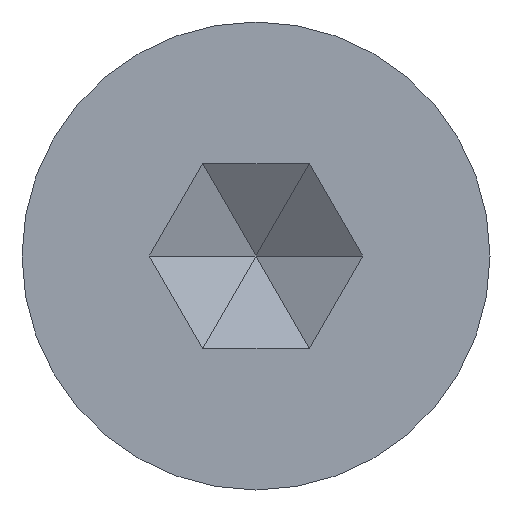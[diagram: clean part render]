
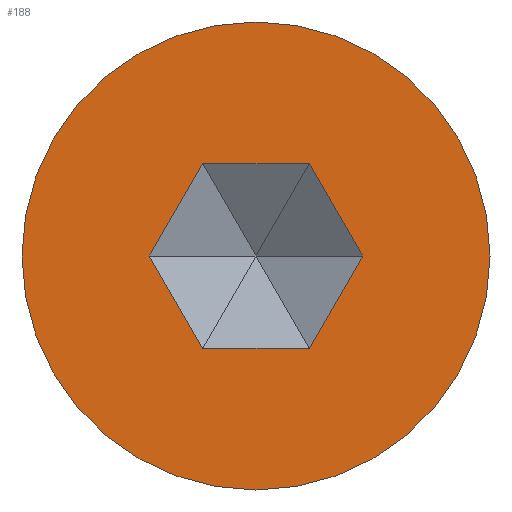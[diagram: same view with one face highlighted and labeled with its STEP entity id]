
A CAD part, left-side view. The second image highlights one B-rep face of the part: STEP entity #188.
In plain terms, the highlighted planar face has unit normal (-1, 0, 0).
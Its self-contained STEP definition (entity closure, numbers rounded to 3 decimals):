
#1 = VERTEX_POINT ( 'NONE', #421 ) ;
#15 = VERTEX_POINT ( 'NONE', #273 ) ;
#31 = DIRECTION ( 'NONE',  ( 0., 0.5, -0.866 ) ) ;
#34 = AXIS2_PLACEMENT_3D ( 'NONE', #261, #454, #305 ) ;
#36 = VECTOR ( 'NONE', #457, 1000. ) ;
#37 = EDGE_CURVE ( 'NONE', #1, #369, #324, .T. ) ;
#38 = CARTESIAN_POINT ( 'NONE',  ( -6., 0., 0. ) ) ;
#44 = EDGE_CURVE ( 'NONE', #107, #221, #248, .T. ) ;
#61 = DIRECTION ( 'NONE',  ( 0., 0.5, 0.866 ) ) ;
#63 = ORIENTED_EDGE ( 'NONE', *, *, #514, .F. ) ;
#68 = ORIENTED_EDGE ( 'NONE', *, *, #207, .F. ) ;
#75 = CARTESIAN_POINT ( 'NONE',  ( -6., -0.433, 0.75 ) ) ;
#93 = EDGE_CURVE ( 'NONE', #281, #131, #199, .T. ) ;
#97 = VERTEX_POINT ( 'NONE', #391 ) ;
#102 = EDGE_CURVE ( 'NONE', #97, #281, #257, .T. ) ;
#104 = DIRECTION ( 'NONE',  ( 1., 0., 0. ) ) ;
#107 = VERTEX_POINT ( 'NONE', #265 ) ;
#109 = CARTESIAN_POINT ( 'NONE',  ( -6., -0.866, 0. ) ) ;
#111 = CARTESIAN_POINT ( 'NONE',  ( -6., 0., 1.9 ) ) ;
#115 = ORIENTED_EDGE ( 'NONE', *, *, #93, .F. ) ;
#117 = AXIS2_PLACEMENT_3D ( 'NONE', #148, #104, #144 ) ;
#131 = VERTEX_POINT ( 'NONE', #246 ) ;
#144 = DIRECTION ( 'NONE',  ( 0., 0., -1. ) ) ;
#145 = CARTESIAN_POINT ( 'NONE',  ( -6., 0.866, 0. ) ) ;
#146 = EDGE_CURVE ( 'NONE', #221, #107, #162, .T. ) ;
#148 = CARTESIAN_POINT ( 'NONE',  ( -6., 0., 0. ) ) ;
#152 = CARTESIAN_POINT ( 'NONE',  ( -6., -0.433, -0.75 ) ) ;
#162 = CIRCLE ( 'NONE', #34, 1.9 ) ;
#165 = VECTOR ( 'NONE', #31, 1000. ) ;
#188 = ADVANCED_FACE ( 'NONE', ( #347, #538 ), #399, .F. ) ;
#199 = LINE ( 'NONE', #109, #344 ) ;
#207 = EDGE_CURVE ( 'NONE', #15, #97, #539, .T. ) ;
#215 = DIRECTION ( 'NONE',  ( 0., 1., 0. ) ) ;
#221 = VERTEX_POINT ( 'NONE', #111 ) ;
#246 = CARTESIAN_POINT ( 'NONE',  ( -6., -0.433, 0.75 ) ) ;
#248 = CIRCLE ( 'NONE', #518, 1.9 ) ;
#257 = LINE ( 'NONE', #152, #260 ) ;
#258 = CARTESIAN_POINT ( 'NONE',  ( -6., -0.866, 0. ) ) ;
#260 = VECTOR ( 'NONE', #398, 1000. ) ;
#261 = CARTESIAN_POINT ( 'NONE',  ( -6., 0., 0. ) ) ;
#265 = CARTESIAN_POINT ( 'NONE',  ( -6., 0., -1.9 ) ) ;
#269 = CARTESIAN_POINT ( 'NONE',  ( -6., 0.866, 0. ) ) ;
#273 = CARTESIAN_POINT ( 'NONE',  ( -6., 0.433, -0.75 ) ) ;
#281 = VERTEX_POINT ( 'NONE', #258 ) ;
#300 = ORIENTED_EDGE ( 'NONE', *, *, #37, .F. ) ;
#305 = DIRECTION ( 'NONE',  ( 0., 0., 1. ) ) ;
#313 = LINE ( 'NONE', #75, #591 ) ;
#321 = ORIENTED_EDGE ( 'NONE', *, *, #552, .F. ) ;
#324 = LINE ( 'NONE', #473, #165 ) ;
#344 = VECTOR ( 'NONE', #61, 1000. ) ;
#347 = FACE_BOUND ( 'NONE', #510, .T. ) ;
#369 = VERTEX_POINT ( 'NONE', #145 ) ;
#391 = CARTESIAN_POINT ( 'NONE',  ( -6., -0.433, -0.75 ) ) ;
#398 = DIRECTION ( 'NONE',  ( 0., -0.5, 0.866 ) ) ;
#399 = PLANE ( 'NONE',  #117 ) ;
#414 = DIRECTION ( 'NONE',  ( -1., 0., 0. ) ) ;
#421 = CARTESIAN_POINT ( 'NONE',  ( -6., 0.433, 0.75 ) ) ;
#454 = DIRECTION ( 'NONE',  ( -1., 0., 0. ) ) ;
#455 = ORIENTED_EDGE ( 'NONE', *, *, #146, .T. ) ;
#457 = DIRECTION ( 'NONE',  ( 0., -0.5, -0.866 ) ) ;
#459 = VECTOR ( 'NONE', #487, 1000. ) ;
#473 = CARTESIAN_POINT ( 'NONE',  ( -6., 0.433, 0.75 ) ) ;
#487 = DIRECTION ( 'NONE',  ( 0., -1., 0. ) ) ;
#491 = EDGE_LOOP ( 'NONE', ( #455, #513 ) ) ;
#496 = ORIENTED_EDGE ( 'NONE', *, *, #102, .F. ) ;
#504 = LINE ( 'NONE', #269, #36 ) ;
#510 = EDGE_LOOP ( 'NONE', ( #321, #300, #63, #115, #496, #68 ) ) ;
#513 = ORIENTED_EDGE ( 'NONE', *, *, #44, .T. ) ;
#514 = EDGE_CURVE ( 'NONE', #131, #1, #313, .T. ) ;
#518 = AXIS2_PLACEMENT_3D ( 'NONE', #38, #414, #604 ) ;
#530 = CARTESIAN_POINT ( 'NONE',  ( -6., 0.433, -0.75 ) ) ;
#538 = FACE_OUTER_BOUND ( 'NONE', #491, .T. ) ;
#539 = LINE ( 'NONE', #530, #459 ) ;
#552 = EDGE_CURVE ( 'NONE', #369, #15, #504, .T. ) ;
#591 = VECTOR ( 'NONE', #215, 1000. ) ;
#604 = DIRECTION ( 'NONE',  ( 0., 0., 1. ) ) ;
